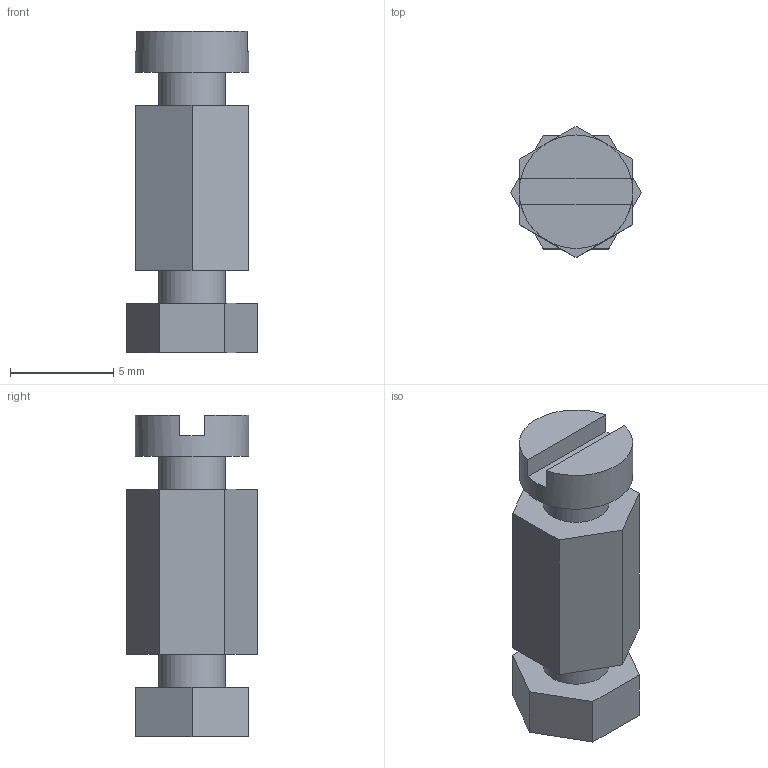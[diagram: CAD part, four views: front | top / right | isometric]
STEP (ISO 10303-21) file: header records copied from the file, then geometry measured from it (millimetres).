
FILE_DESCRIPTION(('FreeCAD Model'),'2;1');
FILE_NAME('mount_screw.step','2017-01-26T21:20:59', (''),(''),'Open CASCADE STEP processor 6.8','FreeCAD','Unknown');
FILE_SCHEMA(('AUTOMOTIVE_DESIGN_CC2 { 1 2 10303 214 -1 1 5 4 }'));
Length unit declared in the file: millimetre
Products named in the file (2): ASSEMBLY; Pad004
Assembly tree (1 placements, depth 2):
  ASSEMBLY
    Pad004
Bounding box: 6.35 x 6.35 x 15.6 mm (x, y, z)
Volume: 338.9 mm3; surface area: 393.2 mm2
Topology: 1 solids, 1 shells, 25 faces, 58 edges, 39 vertices
Faces by surface type: plane 22, cylinder 3
Full cylindrical faces by diameter (mm): 3.2 x2, 5.5 x1
Entity records: 750 total; most frequent: CARTESIAN_POINT 124, DIRECTION 123, ORIENTED_EDGE 116, EDGE_CURVE 58, LINE 47, VECTOR 47, VERTEX_POINT 39, AXIS2_PLACEMENT_3D 38
